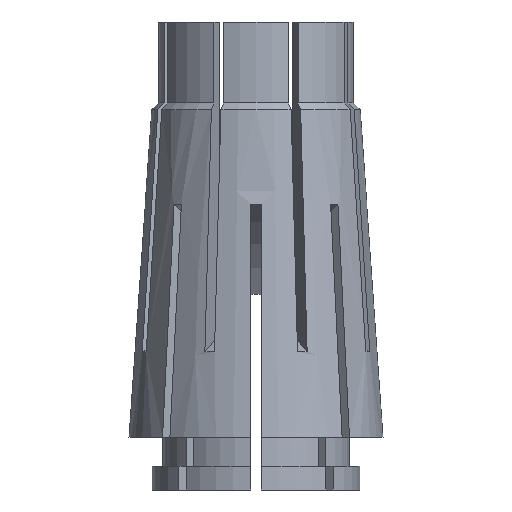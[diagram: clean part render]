
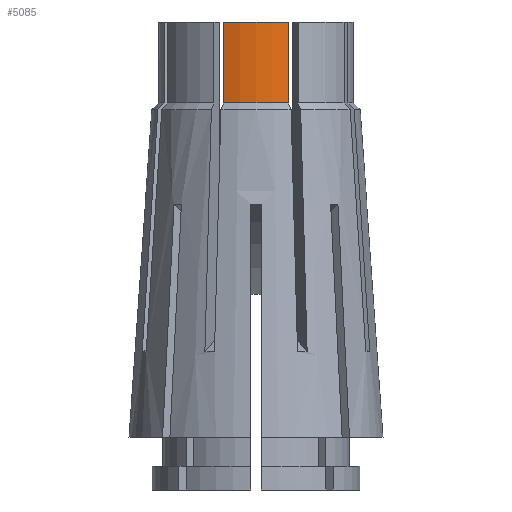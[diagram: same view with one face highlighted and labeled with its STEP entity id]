
A CAD part, front view. The second image highlights one B-rep face of the part: STEP entity #5085.
In plain terms, the highlighted cylindrical face has radius 9.4 mm (diameter 18.8 mm), a partial arc.
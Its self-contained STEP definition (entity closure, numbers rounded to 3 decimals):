
#39 = VECTOR ( 'NONE', #465, 1000. ) ;
#107 = DIRECTION ( 'NONE',  ( 1., 0., 0. ) ) ;
#168 = LINE ( 'NONE', #4603, #39 ) ;
#205 = CARTESIAN_POINT ( 'NONE',  ( -3.13, -8.864, 0. ) ) ;
#421 = DIRECTION ( 'NONE',  ( 0., 0., 1. ) ) ;
#465 = DIRECTION ( 'NONE',  ( 0., 0., -1. ) ) ;
#704 = EDGE_CURVE ( 'NONE', #3717, #1241, #3096, .T. ) ;
#1068 = CYLINDRICAL_SURFACE ( 'NONE', #3464, 9.4 ) ;
#1191 = FACE_OUTER_BOUND ( 'NONE', #2005, .T. ) ;
#1241 = VERTEX_POINT ( 'NONE', #3811 ) ;
#1318 = AXIS2_PLACEMENT_3D ( 'NONE', #3800, #1366, #4230 ) ;
#1337 = DIRECTION ( 'NONE',  ( 0., 0., 1. ) ) ;
#1366 = DIRECTION ( 'NONE',  ( 0., 0., 1. ) ) ;
#1699 = CARTESIAN_POINT ( 'NONE',  ( 3.13, -8.864, 0. ) ) ;
#1974 = AXIS2_PLACEMENT_3D ( 'NONE', #4363, #421, #107 ) ;
#2002 = VECTOR ( 'NONE', #2131, 1000. ) ;
#2005 = EDGE_LOOP ( 'NONE', ( #4225, #2007, #4005, #3160 ) ) ;
#2007 = ORIENTED_EDGE ( 'NONE', *, *, #4259, .F. ) ;
#2131 = DIRECTION ( 'NONE',  ( 0., 0., -1. ) ) ;
#2360 = CIRCLE ( 'NONE', #1318, 9.4 ) ;
#2883 = EDGE_CURVE ( 'NONE', #1241, #3006, #5367, .T. ) ;
#3006 = VERTEX_POINT ( 'NONE', #4124 ) ;
#3096 = LINE ( 'NONE', #205, #2002 ) ;
#3160 = ORIENTED_EDGE ( 'NONE', *, *, #2883, .T. ) ;
#3363 = CARTESIAN_POINT ( 'NONE',  ( 0., 0., 0. ) ) ;
#3380 = CARTESIAN_POINT ( 'NONE',  ( -3.13, -8.864, 0. ) ) ;
#3464 = AXIS2_PLACEMENT_3D ( 'NONE', #3363, #1337, #4203 ) ;
#3717 = VERTEX_POINT ( 'NONE', #3380 ) ;
#3800 = CARTESIAN_POINT ( 'NONE',  ( 0., 0., 0. ) ) ;
#3811 = CARTESIAN_POINT ( 'NONE',  ( -3.13, -8.864, -7.8 ) ) ;
#4005 = ORIENTED_EDGE ( 'NONE', *, *, #704, .T. ) ;
#4124 = CARTESIAN_POINT ( 'NONE',  ( 3.13, -8.864, -7.8 ) ) ;
#4203 = DIRECTION ( 'NONE',  ( 1., 0., 0. ) ) ;
#4225 = ORIENTED_EDGE ( 'NONE', *, *, #5082, .F. ) ;
#4230 = DIRECTION ( 'NONE',  ( 1., 0., 0. ) ) ;
#4259 = EDGE_CURVE ( 'NONE', #3717, #4528, #2360, .T. ) ;
#4363 = CARTESIAN_POINT ( 'NONE',  ( 0., 0., -7.8 ) ) ;
#4528 = VERTEX_POINT ( 'NONE', #1699 ) ;
#4603 = CARTESIAN_POINT ( 'NONE',  ( 3.13, -8.864, 0. ) ) ;
#5082 = EDGE_CURVE ( 'NONE', #4528, #3006, #168, .T. ) ;
#5085 = ADVANCED_FACE ( 'NONE', ( #1191 ), #1068, .T. ) ;
#5367 = CIRCLE ( 'NONE', #1974, 9.4 ) ;
